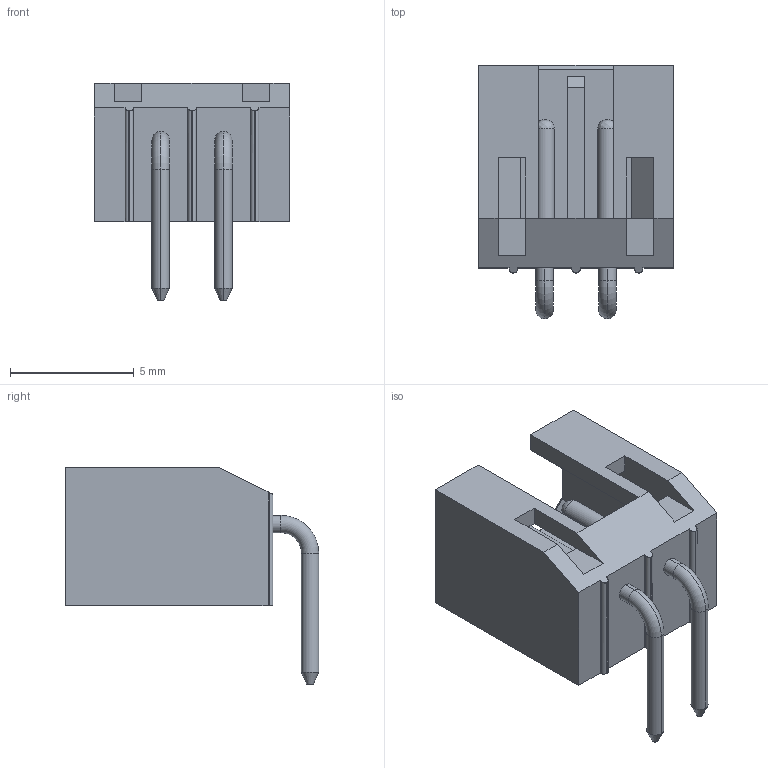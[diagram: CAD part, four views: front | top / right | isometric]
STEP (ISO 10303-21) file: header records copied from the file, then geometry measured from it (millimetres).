
FILE_DESCRIPTION((''),'2;1');
FILE_NAME('F0JL35-S02RD000-01','2023-05-04T',('工程三'),(''),'PRO/ENGINEER BY PARAMETRIC TECHNOLOGY CORPORATION, 2010280','PRO/ENGINEER BY PARAMETRIC TECHNOLOGY CORPORATION, 2010280','');
FILE_SCHEMA(('CONFIG_CONTROL_DESIGN'));
Length unit declared in the file: millimetre
Products named in the file (1): F0JL35-S02RD000-01
Bounding box: 7.9 x 10.25 x 8.8 mm (x, y, z)
Volume: 192.8 mm3; surface area: 457.1 mm2
Topology: 1 solids, 1 shells, 87 faces, 227 edges, 142 vertices
Faces by surface type: plane 57, cylinder 18, bspline 4, torus 4, cone 4
Entity records: 2773 total; most frequent: CARTESIAN_POINT 588, ORIENTED_EDGE 454, DIRECTION 433, EDGE_CURVE 227, VECTOR 175, LINE 175, VERTEX_POINT 142, AXIS2_PLACEMENT_3D 129
